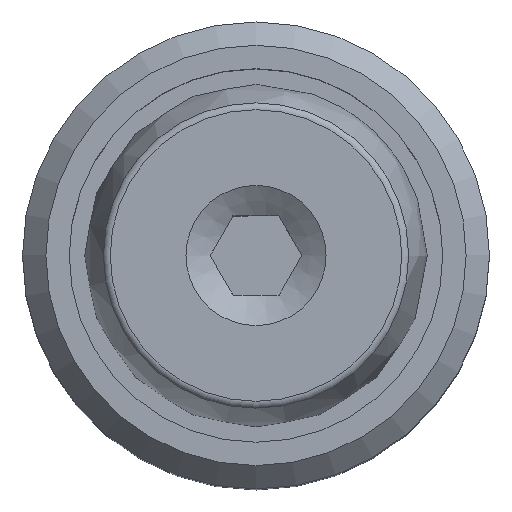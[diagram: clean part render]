
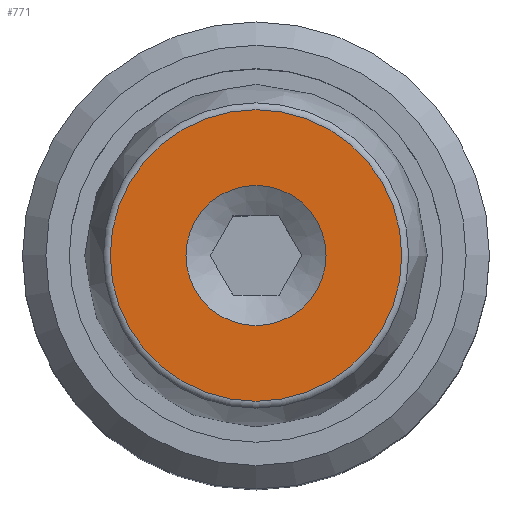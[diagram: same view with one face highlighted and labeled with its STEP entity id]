
A CAD part, top view. The second image highlights one B-rep face of the part: STEP entity #771.
In plain terms, the highlighted face is planar.
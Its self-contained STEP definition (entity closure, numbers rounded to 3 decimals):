
#87=FACE_BOUND('',#201,.T.);
#106=PLANE('',#954);
#151=FACE_OUTER_BOUND('',#200,.T.);
#200=EDGE_LOOP('',(#639,#640));
#201=EDGE_LOOP('',(#641,#642));
#315=CIRCLE('',#936,4.5);
#316=CIRCLE('',#937,4.5);
#319=CIRCLE('',#948,9.367);
#320=CIRCLE('',#949,9.367);
#366=VERTEX_POINT('',#14521);
#367=VERTEX_POINT('',#14522);
#383=VERTEX_POINT('',#14583);
#384=VERTEX_POINT('',#14585);
#449=EDGE_CURVE('',#366,#367,#315,.T.);
#450=EDGE_CURVE('',#367,#366,#316,.T.);
#473=EDGE_CURVE('',#383,#384,#319,.T.);
#474=EDGE_CURVE('',#384,#383,#320,.T.);
#639=ORIENTED_EDGE('',*,*,#474,.F.);
#640=ORIENTED_EDGE('',*,*,#473,.F.);
#641=ORIENTED_EDGE('',*,*,#449,.T.);
#642=ORIENTED_EDGE('',*,*,#450,.T.);
#771=ADVANCED_FACE('',(#151,#87),#106,.T.);
#936=AXIS2_PLACEMENT_3D('',#14523,#1070,#1071);
#937=AXIS2_PLACEMENT_3D('',#14524,#1072,#1073);
#948=AXIS2_PLACEMENT_3D('',#14586,#1107,#1108);
#949=AXIS2_PLACEMENT_3D('',#14587,#1109,#1110);
#954=AXIS2_PLACEMENT_3D('',#14621,#1119,#1120);
#1070=DIRECTION('center_axis',(1.,0.,0.));
#1071=DIRECTION('ref_axis',(0.,0.,1.));
#1072=DIRECTION('center_axis',(1.,0.,0.));
#1073=DIRECTION('ref_axis',(0.,0.,1.));
#1107=DIRECTION('center_axis',(1.,0.,0.));
#1108=DIRECTION('ref_axis',(0.,-1.,0.));
#1109=DIRECTION('center_axis',(1.,0.,0.));
#1110=DIRECTION('ref_axis',(0.,-1.,0.));
#1119=DIRECTION('center_axis',(-1.,0.,0.));
#1120=DIRECTION('ref_axis',(0.,0.,1.));
#14521=CARTESIAN_POINT('',(0.,0.,4.5));
#14522=CARTESIAN_POINT('',(0.,0.,-4.5));
#14523=CARTESIAN_POINT('Origin',(0.,0.,0.));
#14524=CARTESIAN_POINT('Origin',(0.,0.,0.));
#14583=CARTESIAN_POINT('',(0.,0.,9.367));
#14585=CARTESIAN_POINT('',(0.,9.367,0.));
#14586=CARTESIAN_POINT('Origin',(0.,0.,
0.));
#14587=CARTESIAN_POINT('Origin',(0.,0.,
0.));
#14621=CARTESIAN_POINT('Origin',(0.,4.83,
0.));
